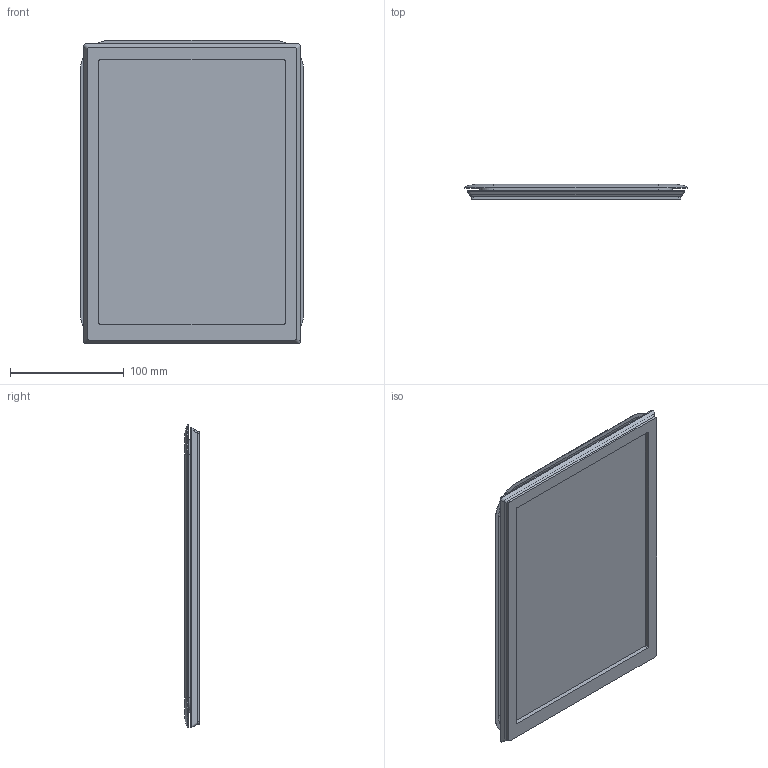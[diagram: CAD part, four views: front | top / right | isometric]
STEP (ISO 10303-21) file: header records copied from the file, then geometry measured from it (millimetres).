
FILE_DESCRIPTION (( 'STEP AP203' ), '1' );
FILE_NAME ('sone3D.STEP', '2014-01-20T02:17:14', ( '' ), ( '' ), 'SwSTEP 2.0', 'SolidWorks 2012', '' );
FILE_SCHEMA (( 'CONFIG_CONTROL_DESIGN' ));
Length unit declared in the file: millimetre
Products named in the file (3): C-164-13乣14傾僋儕儖斅_C-164-13; C-164-13乣14憢榞_C-164-13; sone3D
Assembly tree (2 placements, depth 2):
  sone3D
    C-164-13乣14憢榞_C-164-13
    C-164-13乣14傾僋儕儖斅_C-164-13
Bounding box: 196 x 12.98 x 266 mm (x, y, z)
Volume: 192600.1 mm3; surface area: 188559.2 mm2
Topology: 2 solids, 2 shells, 105 faces, 242 edges, 144 vertices
Faces by surface type: plane 47, cylinder 40, torus 12, cone 4, bspline 2
Entity records: 3603 total; most frequent: CARTESIAN_POINT 884, DIRECTION 536, ORIENTED_EDGE 484, EDGE_CURVE 242, AXIS2_PLACEMENT_3D 192, VECTOR 152, LINE 152, VERTEX_POINT 144
